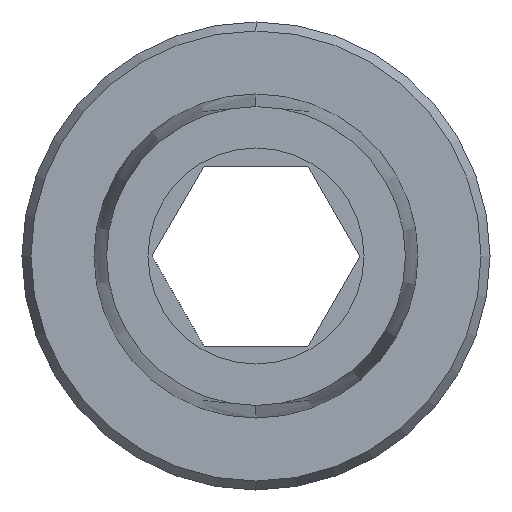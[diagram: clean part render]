
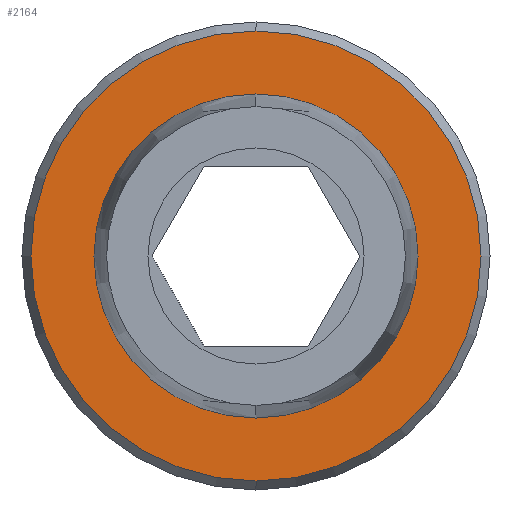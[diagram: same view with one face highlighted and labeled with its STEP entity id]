
A CAD part, left-side view. The second image highlights one B-rep face of the part: STEP entity #2164.
In plain terms, the highlighted planar face has unit normal (-1, 0, 0).
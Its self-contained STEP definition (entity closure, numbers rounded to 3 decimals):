
#105 = EDGE_CURVE ( 'NONE', #1602, #742, #2269, .T. ) ;
#312 = AXIS2_PLACEMENT_3D ( 'NONE', #1335, #674, #969 ) ;
#394 = CIRCLE ( 'NONE', #4693, 6.25 ) ;
#439 = DIRECTION ( 'NONE',  ( -1., 0., 0. ) ) ;
#674 = DIRECTION ( 'NONE',  ( -1., 0., 0. ) ) ;
#742 = VERTEX_POINT ( 'NONE', #4114 ) ;
#969 = DIRECTION ( 'NONE',  ( 0., 0., 1. ) ) ;
#1023 = EDGE_CURVE ( 'NONE', #1463, #2508, #394, .T. ) ;
#1262 = AXIS2_PLACEMENT_3D ( 'NONE', #2583, #4837, #1484 ) ;
#1317 = DIRECTION ( 'NONE',  ( 0., 0., -1. ) ) ;
#1335 = CARTESIAN_POINT ( 'NONE',  ( 14., 0., 0. ) ) ;
#1360 = CARTESIAN_POINT ( 'NONE',  ( 14., 0., 0. ) ) ;
#1463 = VERTEX_POINT ( 'NONE', #4443 ) ;
#1484 = DIRECTION ( 'NONE',  ( 0., 0., -1. ) ) ;
#1602 = VERTEX_POINT ( 'NONE', #2150 ) ;
#1687 = CARTESIAN_POINT ( 'NONE',  ( 14., 0., 6.25 ) ) ;
#1705 = CARTESIAN_POINT ( 'NONE',  ( 14., 0., 0. ) ) ;
#1829 = FACE_OUTER_BOUND ( 'NONE', #2235, .T. ) ;
#2105 = EDGE_CURVE ( 'NONE', #742, #1602, #3209, .T. ) ;
#2150 = CARTESIAN_POINT ( 'NONE',  ( 14., 0., 4.5 ) ) ;
#2164 = ADVANCED_FACE ( 'NONE', ( #1829, #4814 ), #2960, .F. ) ;
#2235 = EDGE_LOOP ( 'NONE', ( #3560, #3468 ) ) ;
#2269 = CIRCLE ( 'NONE', #312, 4.5 ) ;
#2508 = VERTEX_POINT ( 'NONE', #1687 ) ;
#2583 = CARTESIAN_POINT ( 'NONE',  ( 14., 0., 0. ) ) ;
#2662 = ORIENTED_EDGE ( 'NONE', *, *, #2105, .F. ) ;
#2677 = AXIS2_PLACEMENT_3D ( 'NONE', #1360, #3926, #3557 ) ;
#2960 = PLANE ( 'NONE',  #1262 ) ;
#2986 = EDGE_CURVE ( 'NONE', #2508, #1463, #3767, .T. ) ;
#3009 = CARTESIAN_POINT ( 'NONE',  ( 14., 0., 0. ) ) ;
#3029 = DIRECTION ( 'NONE',  ( 0., 0., 1. ) ) ;
#3209 = CIRCLE ( 'NONE', #3839, 4.5 ) ;
#3354 = ORIENTED_EDGE ( 'NONE', *, *, #105, .F. ) ;
#3468 = ORIENTED_EDGE ( 'NONE', *, *, #2986, .T. ) ;
#3557 = DIRECTION ( 'NONE',  ( 0., 0., -1. ) ) ;
#3560 = ORIENTED_EDGE ( 'NONE', *, *, #1023, .T. ) ;
#3767 = CIRCLE ( 'NONE', #2677, 6.25 ) ;
#3839 = AXIS2_PLACEMENT_3D ( 'NONE', #3009, #4498, #3029 ) ;
#3926 = DIRECTION ( 'NONE',  ( -1., 0., 0. ) ) ;
#4114 = CARTESIAN_POINT ( 'NONE',  ( 14., 0., -4.5 ) ) ;
#4443 = CARTESIAN_POINT ( 'NONE',  ( 14., 0., -6.25 ) ) ;
#4498 = DIRECTION ( 'NONE',  ( -1., 0., 0. ) ) ;
#4570 = EDGE_LOOP ( 'NONE', ( #3354, #2662 ) ) ;
#4693 = AXIS2_PLACEMENT_3D ( 'NONE', #1705, #439, #1317 ) ;
#4814 = FACE_BOUND ( 'NONE', #4570, .T. ) ;
#4837 = DIRECTION ( 'NONE',  ( 1., 0., 0. ) ) ;
